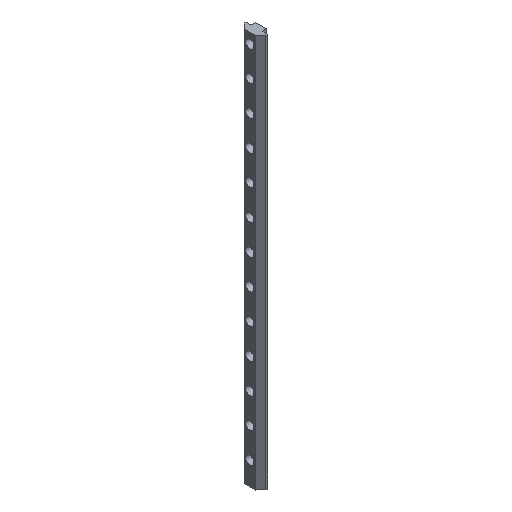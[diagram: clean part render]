
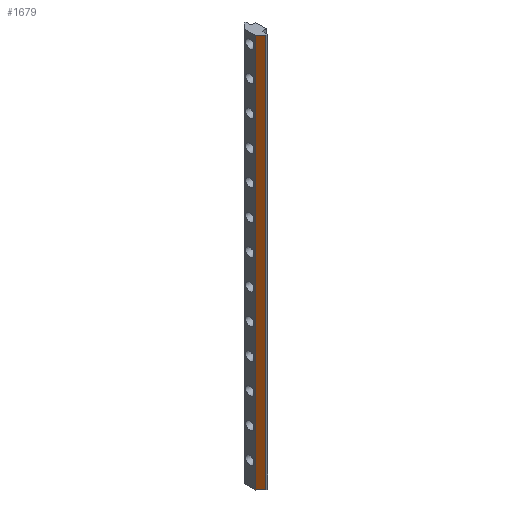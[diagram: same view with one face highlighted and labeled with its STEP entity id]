
A CAD part, isometric view. The second image highlights one B-rep face of the part: STEP entity #1679.
In plain terms, the highlighted planar face has unit normal (-0.707, -0.707, 0).
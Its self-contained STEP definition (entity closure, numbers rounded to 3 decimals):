
#59 = PLANE('',#60);
#60 = AXIS2_PLACEMENT_3D('',#61,#62,#63);
#61 = CARTESIAN_POINT('',(76.125,7.,54.));
#62 = DIRECTION('',(0.,0.,1.));
#63 = DIRECTION('',(1.,0.,0.));
#115 = PLANE('',#116);
#116 = AXIS2_PLACEMENT_3D('',#117,#118,#119);
#117 = CARTESIAN_POINT('',(76.125,7.,250.5));
#118 = DIRECTION('',(0.,0.,1.));
#119 = DIRECTION('',(1.,0.,0.));
#141 = PLANE('',#142);
#142 = AXIS2_PLACEMENT_3D('',#143,#144,#145);
#143 = CARTESIAN_POINT('',(80.225,1.6,250.5));
#144 = DIRECTION('',(0.,1.,0.));
#145 = DIRECTION('',(-1.,0.,0.));
#157 = VERTEX_POINT('',#158);
#158 = CARTESIAN_POINT('',(75.9,1.6,54.));
#904 = VERTEX_POINT('',#905);
#905 = CARTESIAN_POINT('',(73.25,4.25,54.));
#919 = PLANE('',#920);
#920 = AXIS2_PLACEMENT_3D('',#921,#922,#923);
#921 = CARTESIAN_POINT('',(73.25,4.25,54.));
#922 = DIRECTION('',(-1.,0.,0.));
#923 = DIRECTION('',(0.,1.,0.));
#931 = EDGE_CURVE('',#157,#904,#932,.T.);
#932 = SURFACE_CURVE('',#933,(#937,#944),.PCURVE_S1.);
#933 = LINE('',#934,#935);
#934 = CARTESIAN_POINT('',(76.1,1.4,54.));
#935 = VECTOR('',#936,1.);
#936 = DIRECTION('',(-0.707,0.707,0.));
#937 = PCURVE('',#59,#938);
#938 = DEFINITIONAL_REPRESENTATION('',(#939),#943);
#939 = LINE('',#940,#941);
#940 = CARTESIAN_POINT('',(-0.025,-5.6));
#941 = VECTOR('',#942,1.);
#942 = DIRECTION('',(-0.707,0.707));
#943 = ( GEOMETRIC_REPRESENTATION_CONTEXT(2) 
PARAMETRIC_REPRESENTATION_CONTEXT() REPRESENTATION_CONTEXT('2D SPACE',''
  ) );
#944 = PCURVE('',#945,#950);
#945 = PLANE('',#946);
#946 = AXIS2_PLACEMENT_3D('',#947,#948,#949);
#947 = CARTESIAN_POINT('',(76.1,1.4,54.));
#948 = DIRECTION('',(-0.707,-0.707,0.));
#949 = DIRECTION('',(-0.707,0.707,0.));
#950 = DEFINITIONAL_REPRESENTATION('',(#951),#955);
#951 = LINE('',#952,#953);
#952 = CARTESIAN_POINT('',(0.,0.));
#953 = VECTOR('',#954,1.);
#954 = DIRECTION('',(1.,0.));
#955 = ( GEOMETRIC_REPRESENTATION_CONTEXT(2) 
PARAMETRIC_REPRESENTATION_CONTEXT() REPRESENTATION_CONTEXT('2D SPACE',''
  ) );
#961 = VERTEX_POINT('',#962);
#962 = CARTESIAN_POINT('',(75.9,1.6,250.5));
#985 = EDGE_CURVE('',#961,#157,#986,.T.);
#986 = SURFACE_CURVE('',#987,(#991,#998),.PCURVE_S1.);
#987 = LINE('',#988,#989);
#988 = CARTESIAN_POINT('',(75.9,1.6,152.25));
#989 = VECTOR('',#990,1.);
#990 = DIRECTION('',(0.,0.,-1.));
#991 = PCURVE('',#141,#992);
#992 = DEFINITIONAL_REPRESENTATION('',(#993),#997);
#993 = LINE('',#994,#995);
#994 = CARTESIAN_POINT('',(4.325,-98.25));
#995 = VECTOR('',#996,1.);
#996 = DIRECTION('',(0.,-1.));
#997 = ( GEOMETRIC_REPRESENTATION_CONTEXT(2) 
PARAMETRIC_REPRESENTATION_CONTEXT() REPRESENTATION_CONTEXT('2D SPACE',''
  ) );
#998 = PCURVE('',#945,#999);
#999 = DEFINITIONAL_REPRESENTATION('',(#1000),#1004);
#1000 = LINE('',#1001,#1002);
#1001 = CARTESIAN_POINT('',(0.283,-98.25));
#1002 = VECTOR('',#1003,1.);
#1003 = DIRECTION('',(0.,1.));
#1004 = ( GEOMETRIC_REPRESENTATION_CONTEXT(2) 
PARAMETRIC_REPRESENTATION_CONTEXT() REPRESENTATION_CONTEXT('2D SPACE',''
  ) );
#1610 = VERTEX_POINT('',#1611);
#1611 = CARTESIAN_POINT('',(73.25,4.25,250.5));
#1632 = EDGE_CURVE('',#961,#1610,#1633,.T.);
#1633 = SURFACE_CURVE('',#1634,(#1638,#1645),.PCURVE_S1.);
#1634 = LINE('',#1635,#1636);
#1635 = CARTESIAN_POINT('',(76.1,1.4,250.5));
#1636 = VECTOR('',#1637,1.);
#1637 = DIRECTION('',(-0.707,0.707,0.));
#1638 = PCURVE('',#115,#1639);
#1639 = DEFINITIONAL_REPRESENTATION('',(#1640),#1644);
#1640 = LINE('',#1641,#1642);
#1641 = CARTESIAN_POINT('',(-0.025,-5.6));
#1642 = VECTOR('',#1643,1.);
#1643 = DIRECTION('',(-0.707,0.707));
#1644 = ( GEOMETRIC_REPRESENTATION_CONTEXT(2) 
PARAMETRIC_REPRESENTATION_CONTEXT() REPRESENTATION_CONTEXT('2D SPACE',''
  ) );
#1645 = PCURVE('',#945,#1646);
#1646 = DEFINITIONAL_REPRESENTATION('',(#1647),#1651);
#1647 = LINE('',#1648,#1649);
#1648 = CARTESIAN_POINT('',(0.,-196.5));
#1649 = VECTOR('',#1650,1.);
#1650 = DIRECTION('',(1.,0.));
#1651 = ( GEOMETRIC_REPRESENTATION_CONTEXT(2) 
PARAMETRIC_REPRESENTATION_CONTEXT() REPRESENTATION_CONTEXT('2D SPACE',''
  ) );
#1679 = ADVANCED_FACE('',(#1680),#945,.T.);
#1680 = FACE_BOUND('',#1681,.T.);
#1681 = EDGE_LOOP('',(#1682,#1683,#1684,#1685));
#1682 = ORIENTED_EDGE('',*,*,#931,.F.);
#1683 = ORIENTED_EDGE('',*,*,#985,.F.);
#1684 = ORIENTED_EDGE('',*,*,#1632,.T.);
#1685 = ORIENTED_EDGE('',*,*,#1686,.F.);
#1686 = EDGE_CURVE('',#904,#1610,#1687,.T.);
#1687 = SURFACE_CURVE('',#1688,(#1692,#1699),.PCURVE_S1.);
#1688 = LINE('',#1689,#1690);
#1689 = CARTESIAN_POINT('',(73.25,4.25,54.));
#1690 = VECTOR('',#1691,1.);
#1691 = DIRECTION('',(0.,0.,1.));
#1692 = PCURVE('',#945,#1693);
#1693 = DEFINITIONAL_REPRESENTATION('',(#1694),#1698);
#1694 = LINE('',#1695,#1696);
#1695 = CARTESIAN_POINT('',(4.031,0.));
#1696 = VECTOR('',#1697,1.);
#1697 = DIRECTION('',(0.,-1.));
#1698 = ( GEOMETRIC_REPRESENTATION_CONTEXT(2) 
PARAMETRIC_REPRESENTATION_CONTEXT() REPRESENTATION_CONTEXT('2D SPACE',''
  ) );
#1699 = PCURVE('',#919,#1700);
#1700 = DEFINITIONAL_REPRESENTATION('',(#1701),#1705);
#1701 = LINE('',#1702,#1703);
#1702 = CARTESIAN_POINT('',(0.,0.));
#1703 = VECTOR('',#1704,1.);
#1704 = DIRECTION('',(0.,-1.));
#1705 = ( GEOMETRIC_REPRESENTATION_CONTEXT(2) 
PARAMETRIC_REPRESENTATION_CONTEXT() REPRESENTATION_CONTEXT('2D SPACE',''
  ) );
